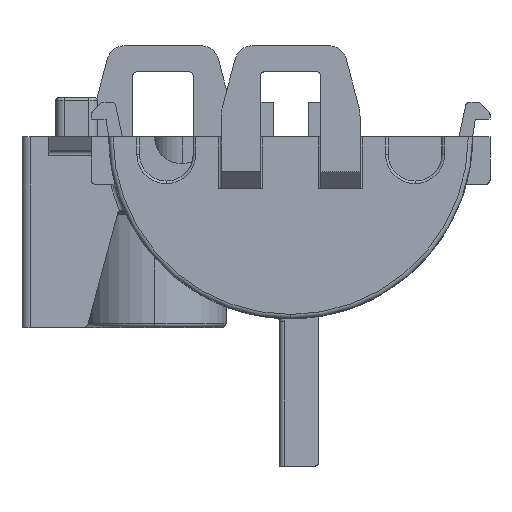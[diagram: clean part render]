
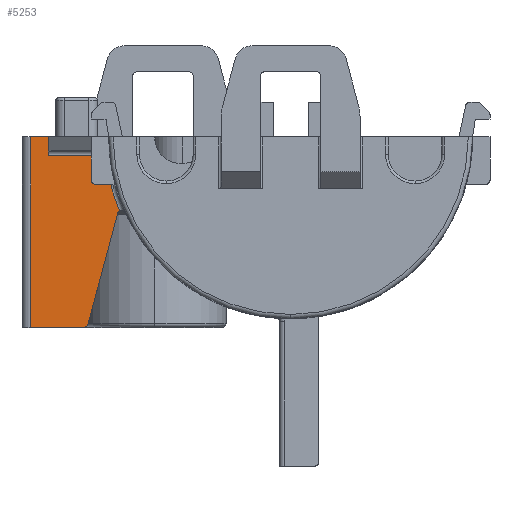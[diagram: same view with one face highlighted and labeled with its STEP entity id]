
A CAD part, left-side view. The second image highlights one B-rep face of the part: STEP entity #5253.
In plain terms, the highlighted planar face has unit normal (-1, 0, 0).
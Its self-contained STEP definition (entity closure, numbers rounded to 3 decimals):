
#66 = DIRECTION ( 'NONE',  ( -1., 0., 0. ) ) ;
#401 = CARTESIAN_POINT ( 'NONE',  ( 76., 19.714, -8.58 ) ) ;
#488 = ORIENTED_EDGE ( 'NONE', *, *, #18995, .T. ) ;
#1018 = EDGE_CURVE ( 'NONE', #12552, #19265, #17051, .T. ) ;
#1432 = VECTOR ( 'NONE', #6718, 1000. ) ;
#2148 = AXIS2_PLACEMENT_3D ( 'NONE', #16974, #7534, #18575 ) ;
#2429 = DIRECTION ( 'NONE',  ( -1., 0., 0. ) ) ;
#2655 = ORIENTED_EDGE ( 'NONE', *, *, #11599, .T. ) ;
#2907 = VECTOR ( 'NONE', #8338, 1000. ) ;
#3303 = EDGE_CURVE ( 'NONE', #11791, #17504, #16582, .T. ) ;
#3318 = CARTESIAN_POINT ( 'NONE',  ( 76., 30., -7. ) ) ;
#3771 = CIRCLE ( 'NONE', #15348, 0.5 ) ;
#4686 = CIRCLE ( 'NONE', #2148, 0.5 ) ;
#4932 = LINE ( 'NONE', #5239, #12812 ) ;
#5239 = CARTESIAN_POINT ( 'NONE',  ( 76., 19.5, 0. ) ) ;
#5253 = ADVANCED_FACE ( 'NONE', ( #9109 ), #10291, .T. ) ;
#5265 = CARTESIAN_POINT ( 'NONE',  ( 76., 31., -22. ) ) ;
#5765 = VERTEX_POINT ( 'NONE', #18697 ) ;
#5879 = CARTESIAN_POINT ( 'NONE',  ( 76., 0., 0. ) ) ;
#6718 = DIRECTION ( 'NONE',  ( 0., -1., 0. ) ) ;
#6985 = VECTOR ( 'NONE', #9985, 1000. ) ;
#7031 = VERTEX_POINT ( 'NONE', #8687 ) ;
#7097 = LINE ( 'NONE', #17793, #2907 ) ;
#7485 = DIRECTION ( 'NONE',  ( 0., 0., 1. ) ) ;
#7534 = DIRECTION ( 'NONE',  ( 1., 0., 0. ) ) ;
#7698 = VERTEX_POINT ( 'NONE', #401 ) ;
#8195 = VECTOR ( 'NONE', #15927, 1000. ) ;
#8338 = DIRECTION ( 'NONE',  ( 0., 1., 0. ) ) ;
#8676 = AXIS2_PLACEMENT_3D ( 'NONE', #5879, #16921, #7485 ) ;
#8682 = ORIENTED_EDGE ( 'NONE', *, *, #9411, .T. ) ;
#8687 = CARTESIAN_POINT ( 'NONE',  ( 76., 28., -2.1 ) ) ;
#9026 = ORIENTED_EDGE ( 'NONE', *, *, #14169, .T. ) ;
#9109 = FACE_OUTER_BOUND ( 'NONE', #20237, .T. ) ;
#9179 = VECTOR ( 'NONE', #12585, 1000. ) ;
#9411 = EDGE_CURVE ( 'NONE', #20083, #7031, #7097, .T. ) ;
#9496 = CARTESIAN_POINT ( 'NONE',  ( 76., 23.884, -21.5 ) ) ;
#9833 = LINE ( 'NONE', #5265, #1432 ) ;
#9914 = ORIENTED_EDGE ( 'NONE', *, *, #1018, .T. ) ;
#9985 = DIRECTION ( 'NONE',  ( 0., 0., 1. ) ) ;
#10130 = CARTESIAN_POINT ( 'NONE',  ( 76., 30., -22. ) ) ;
#10291 = PLANE ( 'NONE',  #16268 ) ;
#10696 = EDGE_CURVE ( 'NONE', #19265, #7698, #4686, .T. ) ;
#10944 = ORIENTED_EDGE ( 'NONE', *, *, #15640, .T. ) ;
#11051 = DIRECTION ( 'NONE',  ( 0., 0., 1. ) ) ;
#11497 = DIRECTION ( 'NONE',  ( 0., 1., 0. ) ) ;
#11599 = EDGE_CURVE ( 'NONE', #17504, #16357, #9833, .T. ) ;
#11791 = VERTEX_POINT ( 'NONE', #11989 ) ;
#11799 = CARTESIAN_POINT ( 'NONE',  ( 76., -21.001, -7. ) ) ;
#11989 = CARTESIAN_POINT ( 'NONE',  ( 76., 30., 0. ) ) ;
#12552 = VERTEX_POINT ( 'NONE', #14589 ) ;
#12585 = DIRECTION ( 'NONE',  ( 0., -0.259, 0.966 ) ) ;
#12812 = VECTOR ( 'NONE', #11497, 1000. ) ;
#13092 = CARTESIAN_POINT ( 'NONE',  ( 76., 23.884, -22. ) ) ;
#13443 = DIRECTION ( 'NONE',  ( 0., 0., 1. ) ) ;
#14169 = EDGE_CURVE ( 'NONE', #7698, #20083, #18618, .T. ) ;
#14589 = CARTESIAN_POINT ( 'NONE',  ( 76., 23.401, -21.629 ) ) ;
#15138 = ORIENTED_EDGE ( 'NONE', *, *, #16884, .T. ) ;
#15263 = CARTESIAN_POINT ( 'NONE',  ( 76., 19.992, -8.907 ) ) ;
#15348 = AXIS2_PLACEMENT_3D ( 'NONE', #9496, #66, #11051 ) ;
#15640 = EDGE_CURVE ( 'NONE', #16357, #12552, #3771, .T. ) ;
#15864 = LINE ( 'NONE', #17842, #6985 ) ;
#15927 = DIRECTION ( 'NONE',  ( 0., 0., -1. ) ) ;
#16268 = AXIS2_PLACEMENT_3D ( 'NONE', #11799, #2429, #13443 ) ;
#16357 = VERTEX_POINT ( 'NONE', #13092 ) ;
#16582 = LINE ( 'NONE', #3318, #8195 ) ;
#16884 = EDGE_CURVE ( 'NONE', #7031, #5765, #15864, .T. ) ;
#16921 = DIRECTION ( 'NONE',  ( 1., 0., 0. ) ) ;
#16930 = ORIENTED_EDGE ( 'NONE', *, *, #3303, .T. ) ;
#16974 = CARTESIAN_POINT ( 'NONE',  ( 76., 19.509, -9.036 ) ) ;
#17051 = LINE ( 'NONE', #20255, #9179 ) ;
#17098 = CARTESIAN_POINT ( 'NONE',  ( 76., 21.397, -2.1 ) ) ;
#17504 = VERTEX_POINT ( 'NONE', #10130 ) ;
#17756 = ORIENTED_EDGE ( 'NONE', *, *, #10696, .T. ) ;
#17793 = CARTESIAN_POINT ( 'NONE',  ( 76., -21.001, -2.1 ) ) ;
#17842 = CARTESIAN_POINT ( 'NONE',  ( 76., 28., -12.635 ) ) ;
#18575 = DIRECTION ( 'NONE',  ( 0., 0., 1. ) ) ;
#18618 = CIRCLE ( 'NONE', #8676, 21.5 ) ;
#18697 = CARTESIAN_POINT ( 'NONE',  ( 76., 28., 0. ) ) ;
#18995 = EDGE_CURVE ( 'NONE', #5765, #11791, #4932, .T. ) ;
#19265 = VERTEX_POINT ( 'NONE', #15263 ) ;
#20083 = VERTEX_POINT ( 'NONE', #17098 ) ;
#20237 = EDGE_LOOP ( 'NONE', ( #2655, #10944, #9914, #17756, #9026, #8682, #15138, #488, #16930 ) ) ;
#20255 = CARTESIAN_POINT ( 'NONE',  ( 76., 23.5, -22. ) ) ;
